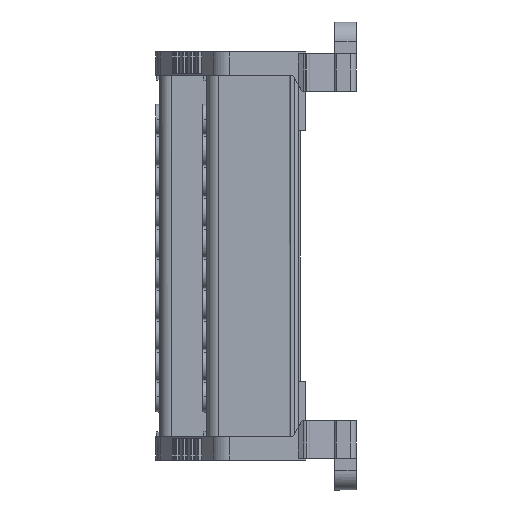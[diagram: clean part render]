
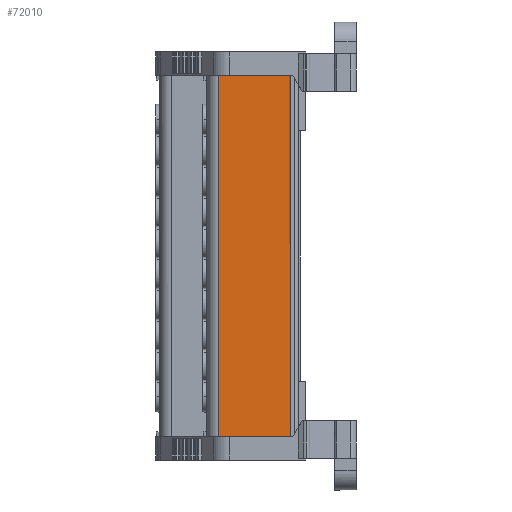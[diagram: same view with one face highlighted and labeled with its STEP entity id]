
A CAD part, left-side view. The second image highlights one B-rep face of the part: STEP entity #72010.
In plain terms, the highlighted planar face has unit normal (-1, 0.018, 0).
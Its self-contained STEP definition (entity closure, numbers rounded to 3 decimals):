
#8095 = AXIS2_PLACEMENT_3D ( 'NONE', #68680, #68690, #68666 ) ;
#9104 = VECTOR ( 'NONE', #15441, 1000. ) ;
#9202 = VECTOR ( 'NONE', #14992, 1000. ) ;
#11800 = EDGE_LOOP ( 'NONE', ( #25203, #25095, #25125, #25116 ) ) ;
#14891 = LINE ( 'NONE', #14922, #9202 ) ;
#14922 = CARTESIAN_POINT ( 'NONE',  ( -63.712, 33.604, -36.096 ) ) ;
#14992 = DIRECTION ( 'NONE',  ( -0.017, -1., 0. ) ) ;
#15441 = DIRECTION ( 'NONE',  ( 0., 0., 1. ) ) ;
#15507 = LINE ( 'NONE', #15520, #9104 ) ;
#15520 = CARTESIAN_POINT ( 'NONE',  ( -63.712, 33.604, -23.931 ) ) ;
#23826 = EDGE_CURVE ( 'NONE', #58374, #58525, #71337, .T. ) ;
#25095 = ORIENTED_EDGE ( 'NONE', *, *, #23826, .T. ) ;
#25116 = ORIENTED_EDGE ( 'NONE', *, *, #47277, .T. ) ;
#25125 = ORIENTED_EDGE ( 'NONE', *, *, #47381, .F. ) ;
#25203 = ORIENTED_EDGE ( 'NONE', *, *, #38182, .F. ) ;
#38182 = EDGE_CURVE ( 'NONE', #58374, #58623, #44514, .T. ) ;
#44514 = LINE ( 'NONE', #44537, #55132 ) ;
#44537 = CARTESIAN_POINT ( 'NONE',  ( -64.043, 14.654, -37.126 ) ) ;
#44602 = DIRECTION ( 'NONE',  ( 0., 0., -1. ) ) ;
#47277 = EDGE_CURVE ( 'NONE', #58685, #58623, #14891, .T. ) ;
#47381 = EDGE_CURVE ( 'NONE', #58685, #58525, #15507, .T. ) ;
#55132 = VECTOR ( 'NONE', #44602, 1000. ) ;
#55348 = VECTOR ( 'NONE', #71335, 1000. ) ;
#58374 = VERTEX_POINT ( 'NONE', #58889 ) ;
#58525 = VERTEX_POINT ( 'NONE', #58990 ) ;
#58623 = VERTEX_POINT ( 'NONE', #59048 ) ;
#58685 = VERTEX_POINT ( 'NONE', #59073 ) ;
#58889 = CARTESIAN_POINT ( 'NONE',  ( -64.043, 14.654, 55.469 ) ) ;
#58990 = CARTESIAN_POINT ( 'NONE',  ( -63.712, 33.604, 55.469 ) ) ;
#59048 = CARTESIAN_POINT ( 'NONE',  ( -64.043, 14.654, -36.096 ) ) ;
#59073 = CARTESIAN_POINT ( 'NONE',  ( -63.712, 33.604, -36.096 ) ) ;
#68666 = DIRECTION ( 'NONE',  ( 0.017, 1., 0. ) ) ;
#68676 = PLANE ( 'NONE',  #8095 ) ;
#68680 = CARTESIAN_POINT ( 'NONE',  ( -63.642, 37.602, -37.126 ) ) ;
#68684 = FACE_OUTER_BOUND ( 'NONE', #11800, .T. ) ;
#68690 = DIRECTION ( 'NONE',  ( 1., -0.017, 0. ) ) ;
#71313 = CARTESIAN_POINT ( 'NONE',  ( -64.043, 14.654, 55.469 ) ) ;
#71335 = DIRECTION ( 'NONE',  ( 0.017, 1., 0. ) ) ;
#71337 = LINE ( 'NONE', #71313, #55348 ) ;
#72010 = ADVANCED_FACE ( 'NONE', ( #68684 ), #68676, .F. ) ;
